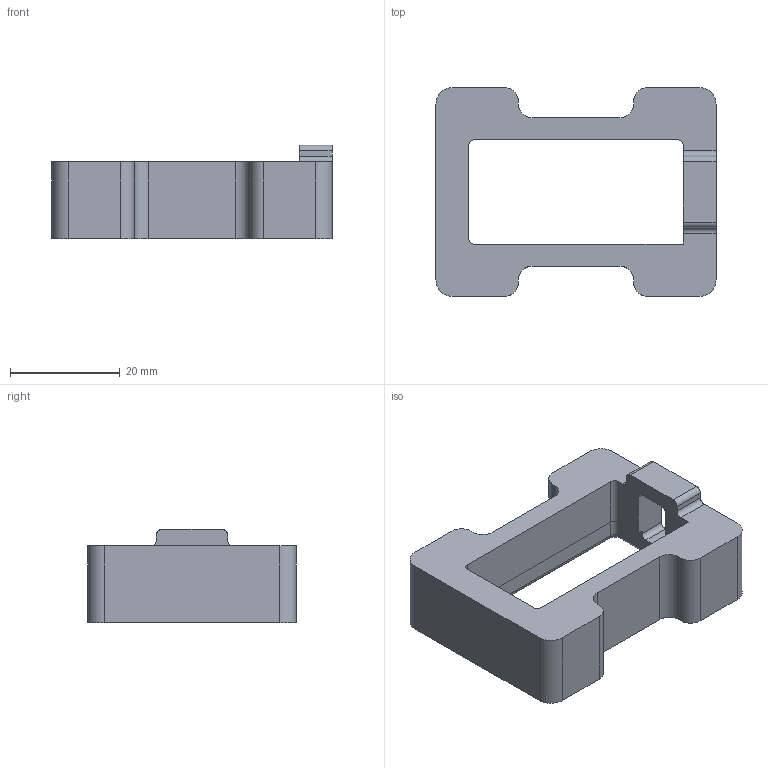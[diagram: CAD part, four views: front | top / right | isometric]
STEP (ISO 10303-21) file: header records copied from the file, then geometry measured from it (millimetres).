
FILE_DESCRIPTION (( 'STEP AP203' ), '1' );
FILE_NAME ('b2_power_m.STEP', '2015-02-27T23:03:35', ( '' ), ( '' ), 'SwSTEP 2.0', 'SolidWorks 2013', '' );
FILE_SCHEMA (( 'CONFIG_CONTROL_DESIGN' ));
Length unit declared in the file: millimetre
Products named in the file (1): b2_power_m
Bounding box: 51 x 38 x 17 mm (x, y, z)
Volume: 12607.6 mm3; surface area: 6259.3 mm2
Topology: 1 solids, 1 shells, 65 faces, 187 edges, 122 vertices
Faces by surface type: cylinder 31, plane 30, torus 4
Entity records: 2228 total; most frequent: DIRECTION 385, CARTESIAN_POINT 375, ORIENTED_EDGE 374, EDGE_CURVE 187, AXIS2_PLACEMENT_3D 132, VERTEX_POINT 122, LINE 121, VECTOR 121
